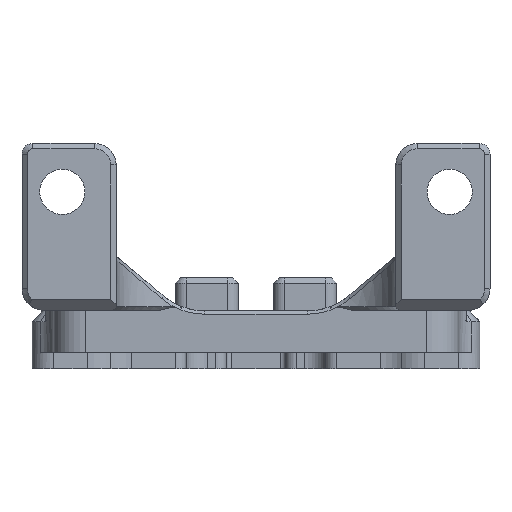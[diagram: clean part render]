
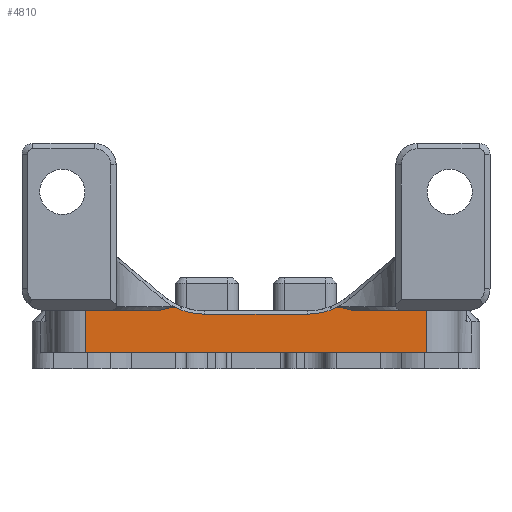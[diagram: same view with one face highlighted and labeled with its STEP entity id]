
A CAD part, front view. The second image highlights one B-rep face of the part: STEP entity #4810.
In plain terms, the highlighted planar face has unit normal (0, -1, 0).
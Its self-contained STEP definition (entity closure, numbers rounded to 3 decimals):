
#261=PLANE('',#5314);
#520=FACE_OUTER_BOUND('',#805,.T.);
#805=EDGE_LOOP('',(#4429,#4430,#4431,#4432,#4433,#4434,#4435,#4436,#4437,
#4438,#4439,#4440,#4441,#4442));
#824=(
BOUNDED_CURVE()
B_SPLINE_CURVE(2,(#7470,#7471,#7472),.UNSPECIFIED.,.F.,.F.)
B_SPLINE_CURVE_WITH_KNOTS((3,3),(0.144,0.298),
 .UNSPECIFIED.)
CURVE()
GEOMETRIC_REPRESENTATION_ITEM()
RATIONAL_B_SPLINE_CURVE((1.049,1.068,1.073))
REPRESENTATION_ITEM('')
);
#825=(
BOUNDED_CURVE()
B_SPLINE_CURVE(2,(#7541,#7542,#7543),.UNSPECIFIED.,.F.,.F.)
B_SPLINE_CURVE_WITH_KNOTS((3,3),(0.406,0.561),
 .UNSPECIFIED.)
CURVE()
GEOMETRIC_REPRESENTATION_ITEM()
RATIONAL_B_SPLINE_CURVE((1.073,1.068,1.049))
REPRESENTATION_ITEM('')
);
#1026=LINE('',#7486,#1464);
#1051=LINE('',#7771,#1489);
#1066=LINE('',#7878,#1504);
#1199=LINE('',#8307,#1637);
#1200=LINE('',#8309,#1638);
#1250=LINE('',#8457,#1688);
#1464=VECTOR('',#6002,10.);
#1489=VECTOR('',#6057,10.);
#1504=VECTOR('',#6092,10.);
#1637=VECTOR('',#6519,10.);
#1638=VECTOR('',#6522,10.);
#1688=VECTOR('',#6704,10.);
#1836=CIRCLE('',#5089,6.3);
#1837=CIRCLE('',#5092,6.3);
#1929=B_SPLINE_CURVE_WITH_KNOTS('',3,(#7516,#7517,#7518,#7519),
 .UNSPECIFIED.,.F.,.F.,(4,4),(-0.118,-0.11),
 .UNSPECIFIED.);
#1936=B_SPLINE_CURVE_WITH_KNOTS('',3,(#7622,#7623,#7624,#7625),
 .UNSPECIFIED.,.F.,.F.,(4,4),(-0.212,-0.17),
 .UNSPECIFIED.);
#1943=B_SPLINE_CURVE_WITH_KNOTS('',3,(#7733,#7734,#7735,#7736,#7737,#7738),
 .UNSPECIFIED.,.F.,.F.,(4,2,4),(-0.215,-0.215,-0.173),
 .UNSPECIFIED.);
#1946=B_SPLINE_CURVE_WITH_KNOTS('',3,(#7794,#7795,#7796,#7797,#7798,#7799,
#7800),.UNSPECIFIED.,.F.,.F.,(4,3,4),(-0.208,-0.206,
-0.198),.UNSPECIFIED.);
#2193=VERTEX_POINT('',#7464);
#2194=VERTEX_POINT('',#7469);
#2199=VERTEX_POINT('',#7485);
#2205=VERTEX_POINT('',#7514);
#2206=VERTEX_POINT('',#7515);
#2209=VERTEX_POINT('',#7529);
#2213=VERTEX_POINT('',#7539);
#2228=VERTEX_POINT('',#7621);
#2237=VERTEX_POINT('',#7765);
#2238=VERTEX_POINT('',#7769);
#2240=VERTEX_POINT('',#7774);
#2248=VERTEX_POINT('',#7876);
#2360=VERTEX_POINT('',#8297);
#2364=VERTEX_POINT('',#8305);
#2733=EDGE_CURVE('',#2194,#2193,#824,.T.);
#2740=EDGE_CURVE('',#2199,#2194,#1026,.T.);
#2747=EDGE_CURVE('',#2205,#2206,#1929,.T.);
#2755=EDGE_CURVE('',#2213,#2209,#825,.F.);
#2774=EDGE_CURVE('',#2228,#2209,#1936,.T.);
#2785=EDGE_CURVE('',#2193,#2205,#1943,.T.);
#2790=EDGE_CURVE('',#2237,#2206,#1836,.T.);
#2792=EDGE_CURVE('',#2238,#2237,#1051,.T.);
#2794=EDGE_CURVE('',#2240,#2238,#1837,.T.);
#2796=EDGE_CURVE('',#2240,#2228,#1946,.T.);
#2814=EDGE_CURVE('',#2213,#2248,#1066,.T.);
#3013=EDGE_CURVE('',#2364,#2360,#1199,.T.);
#3014=EDGE_CURVE('',#2360,#2248,#1200,.T.);
#3086=EDGE_CURVE('',#2199,#2364,#1250,.T.);
#4429=ORIENTED_EDGE('',*,*,#3014,.F.);
#4430=ORIENTED_EDGE('',*,*,#3013,.F.);
#4431=ORIENTED_EDGE('',*,*,#3086,.F.);
#4432=ORIENTED_EDGE('',*,*,#2740,.T.);
#4433=ORIENTED_EDGE('',*,*,#2733,.T.);
#4434=ORIENTED_EDGE('',*,*,#2785,.T.);
#4435=ORIENTED_EDGE('',*,*,#2747,.T.);
#4436=ORIENTED_EDGE('',*,*,#2790,.F.);
#4437=ORIENTED_EDGE('',*,*,#2792,.F.);
#4438=ORIENTED_EDGE('',*,*,#2794,.F.);
#4439=ORIENTED_EDGE('',*,*,#2796,.T.);
#4440=ORIENTED_EDGE('',*,*,#2774,.T.);
#4441=ORIENTED_EDGE('',*,*,#2755,.F.);
#4442=ORIENTED_EDGE('',*,*,#2814,.T.);
#4810=ADVANCED_FACE('',(#520),#261,.T.);
#5089=AXIS2_PLACEMENT_3D('',#7767,#6052,#6053);
#5092=AXIS2_PLACEMENT_3D('',#7776,#6061,#6062);
#5314=AXIS2_PLACEMENT_3D('',#8456,#6702,#6703);
#6002=DIRECTION('',(-1.,0.,0.));
#6052=DIRECTION('center_axis',(0.,-1.,0.));
#6053=DIRECTION('ref_axis',(0.34,0.,-0.94));
#6057=DIRECTION('',(1.,0.,0.));
#6061=DIRECTION('center_axis',(0.,-1.,0.));
#6062=DIRECTION('ref_axis',(-0.34,0.,-0.94));
#6092=DIRECTION('',(-1.,0.,0.));
#6519=DIRECTION('',(-1.,0.,0.));
#6522=DIRECTION('',(0.,0.,1.));
#6702=DIRECTION('center_axis',(0.,-1.,0.));
#6703=DIRECTION('ref_axis',(1.,0.,0.));
#6704=DIRECTION('',(0.,0.,-1.));
#7464=CARTESIAN_POINT('',(7.486,-3.28,5.83));
#7469=CARTESIAN_POINT('',(8.921,-3.28,5.55));
#7470=CARTESIAN_POINT('Ctrl Pts',(8.921,-3.28,5.55));
#7471=CARTESIAN_POINT('Ctrl Pts',(8.187,-3.28,5.774));
#7472=CARTESIAN_POINT('Ctrl Pts',(7.486,-3.28,5.83));
#7485=CARTESIAN_POINT('',(15.85,-3.28,5.55));
#7486=CARTESIAN_POINT('',(-7.925,-3.28,5.55));
#7514=CARTESIAN_POINT('',(7.112,-3.28,5.643));
#7515=CARTESIAN_POINT('',(7.,-3.28,5.598));
#7516=CARTESIAN_POINT('Ctrl Pts',(7.112,-3.28,5.643));
#7517=CARTESIAN_POINT('Ctrl Pts',(7.075,-3.28,5.628));
#7518=CARTESIAN_POINT('Ctrl Pts',(7.038,-3.28,5.612));
#7519=CARTESIAN_POINT('Ctrl Pts',(7.,-3.28,5.598));
#7529=CARTESIAN_POINT('',(-7.486,-3.28,5.83));
#7539=CARTESIAN_POINT('',(-8.921,-3.28,5.55));
#7541=CARTESIAN_POINT('Ctrl Pts',(-7.486,-3.28,5.83));
#7542=CARTESIAN_POINT('Ctrl Pts',(-8.187,-3.28,5.774));
#7543=CARTESIAN_POINT('Ctrl Pts',(-8.921,-3.28,5.55));
#7621=CARTESIAN_POINT('',(-7.112,-3.28,5.643));
#7622=CARTESIAN_POINT('Ctrl Pts',(-7.112,-3.28,5.643));
#7623=CARTESIAN_POINT('Ctrl Pts',(-7.241,-3.28,5.698));
#7624=CARTESIAN_POINT('Ctrl Pts',(-7.365,-3.28,5.761));
#7625=CARTESIAN_POINT('Ctrl Pts',(-7.486,-3.28,5.83));
#7733=CARTESIAN_POINT('Ctrl Pts',(7.486,-3.28,5.83));
#7734=CARTESIAN_POINT('Ctrl Pts',(7.485,-3.28,5.83));
#7735=CARTESIAN_POINT('Ctrl Pts',(7.484,-3.28,5.829));
#7736=CARTESIAN_POINT('Ctrl Pts',(7.363,-3.28,5.759));
#7737=CARTESIAN_POINT('Ctrl Pts',(7.239,-3.28,5.697));
#7738=CARTESIAN_POINT('Ctrl Pts',(7.112,-3.28,5.643));
#7765=CARTESIAN_POINT('',(4.744,-3.28,5.18));
#7767=CARTESIAN_POINT('Origin',(4.744,-3.28,11.48));
#7769=CARTESIAN_POINT('',(-4.744,-3.28,5.18));
#7771=CARTESIAN_POINT('',(-7.925,-3.28,5.18));
#7774=CARTESIAN_POINT('',(-7.,-3.28,5.598));
#7776=CARTESIAN_POINT('Origin',(-4.744,-3.28,11.48));
#7794=CARTESIAN_POINT('Ctrl Pts',(-7.,-3.28,5.598));
#7795=CARTESIAN_POINT('Ctrl Pts',(-7.008,-3.28,5.601));
#7796=CARTESIAN_POINT('Ctrl Pts',(-7.017,-3.28,5.604));
#7797=CARTESIAN_POINT('Ctrl Pts',(-7.025,-3.28,5.608));
#7798=CARTESIAN_POINT('Ctrl Pts',(-7.055,-3.28,5.619));
#7799=CARTESIAN_POINT('Ctrl Pts',(-7.084,-3.28,5.631));
#7800=CARTESIAN_POINT('Ctrl Pts',(-7.112,-3.28,5.643));
#7876=CARTESIAN_POINT('',(-15.85,-3.28,5.55));
#7878=CARTESIAN_POINT('',(-7.925,-3.28,5.55));
#8297=CARTESIAN_POINT('',(-15.85,-3.28,1.62));
#8305=CARTESIAN_POINT('',(15.85,-3.28,1.62));
#8307=CARTESIAN_POINT('',(-7.925,-3.28,1.62));
#8309=CARTESIAN_POINT('',(-15.85,-3.28,2.05));
#8456=CARTESIAN_POINT('Origin',(-15.85,-3.28,1.55));
#8457=CARTESIAN_POINT('',(15.85,-3.28,2.05));
